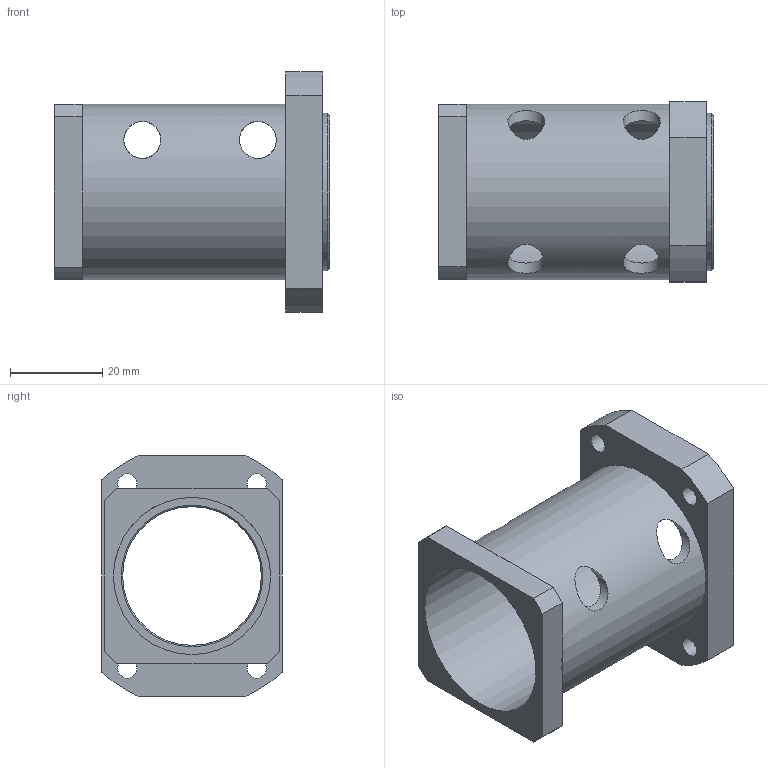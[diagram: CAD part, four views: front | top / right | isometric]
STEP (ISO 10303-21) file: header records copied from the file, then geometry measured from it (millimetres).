
FILE_DESCRIPTION(/* description */ (''),/* implementation_level */ '2;1');
FILE_NAME(/* name */ 'VK MTJ40 38 X 38 GESM14.stp',/* time_stamp */ '2015-08-12T15:27:44+01:00',/* author */ ('ZJenko'),/* organization */ (''),/* preprocessor_version */ 'ST-DEVELOPER v15.2',/* originating_system */ 'Autodesk Inventor 2014',/* authorisation */ '');
FILE_SCHEMA (('AUTOMOTIVE_DESIGN { 1 0 10303 214 3 1 1 }'));
Length unit declared in the file: millimetre
Products named in the file (1): VK MTJ40 38 X 38 GESM14
Bounding box: 59.5 x 39 x 52 mm (x, y, z)
Volume: 22077.1 mm3; surface area: 16959.9 mm2
Topology: 1 solids, 1 shells, 40 faces, 102 edges, 67 vertices
Faces by surface type: cylinder 20, plane 17, cone 3
Full cylindrical faces by diameter (mm): 4.2 x4, 8 x4, 30 x1, 34 x2, 38 x1
Entity records: 1437 total; most frequent: CARTESIAN_POINT 481, DIRECTION 194, ORIENTED_EDGE 164, EDGE_CURVE 82, AXIS2_PLACEMENT_3D 79, EDGE_LOOP 76, VERTEX_POINT 62, ADVANCED_FACE 40
